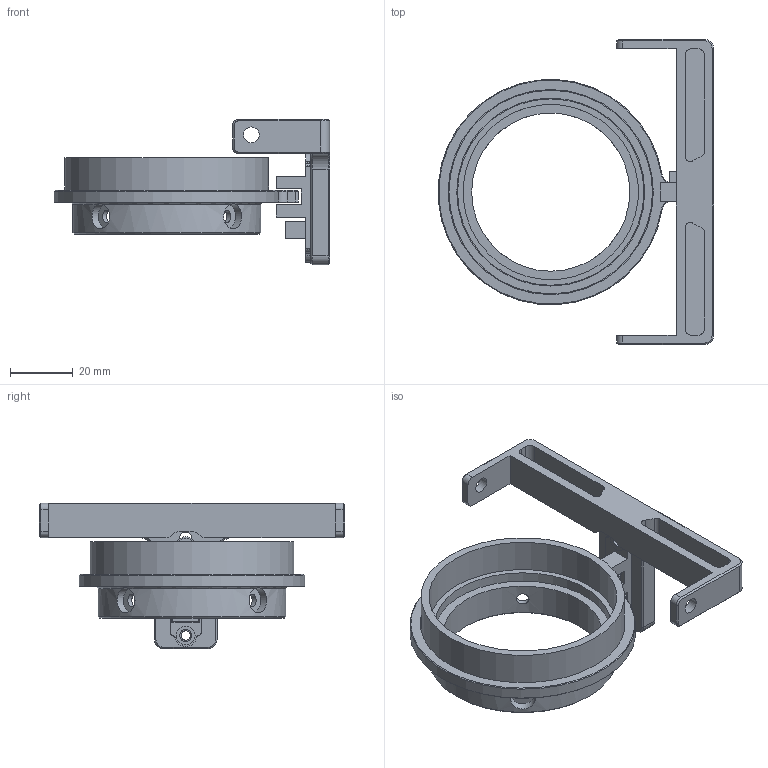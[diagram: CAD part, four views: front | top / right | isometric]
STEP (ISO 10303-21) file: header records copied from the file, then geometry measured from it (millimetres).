
FILE_DESCRIPTION(/* description */ (''),/* implementation_level */ '2;1');
FILE_NAME(/* name */ 'Endstop Azimuth.step',/* time_stamp */ '2021-01-28T15:24:31+01:00',/* author */ (''),/* organization */ (''),/* preprocessor_version */ 'ST-DEVELOPER v18.1',/* originating_system */ 'Autodesk Translation Framework v9.7.0.1280',/* authorisation */ '');
FILE_SCHEMA (('AUTOMOTIVE_DESIGN { 1 0 10303 214 3 1 1 }'));
Length unit declared in the file: millimetre
Products named in the file (6): Endstop Azimuth; Endstop (2); Endstop; Endstop Mount  (1); Endstop Pin; Bearing_Protec
Assembly tree (5 placements, depth 3):
  Endstop Azimuth
    Endstop (2)
      Endstop
      Endstop Mount  (1)
      Endstop Pin
    Bearing_Protec
Bounding box: 87.87 x 97.5 x 46.5 mm (x, y, z)
Volume: 33739.1 mm3; surface area: 26991 mm2
Topology: 4 solids, 4 shells, 226 faces, 581 edges, 372 vertices
Faces by surface type: plane 107, cylinder 90, cone 29
Full cylindrical faces by diameter (mm): 3 x2, 3.8 x2, 4 x4, 5 x2, 6 x2, 8 x4, 50.5 x1, 56 x1, 59.5 x1, 60 x2, 65 x1, 65.5 x1
Entity records: 7403 total; most frequent: CARTESIAN_POINT 1502, DIRECTION 1239, ORIENTED_EDGE 1162, EDGE_CURVE 581, AXIS2_PLACEMENT_3D 443, VERTEX_POINT 372, LINE 353, VECTOR 353
